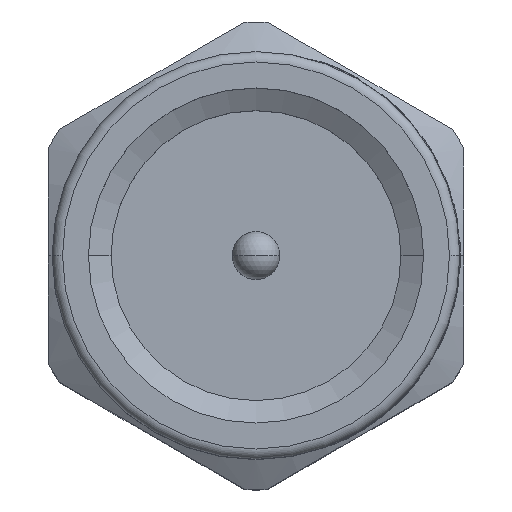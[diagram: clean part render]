
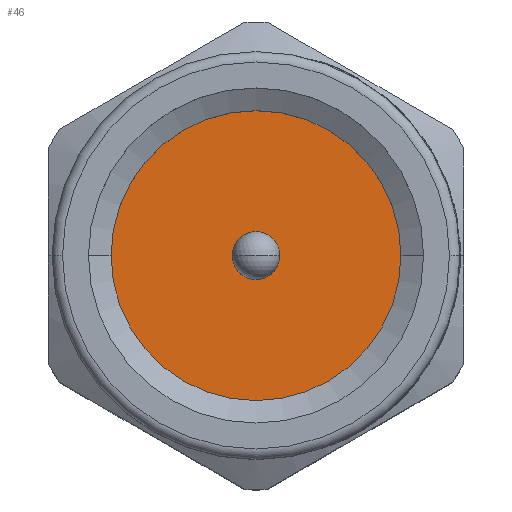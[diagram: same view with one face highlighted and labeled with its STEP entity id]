
A CAD part, top view. The second image highlights one B-rep face of the part: STEP entity #46.
In plain terms, the highlighted planar face has unit normal (0, 0, 1).
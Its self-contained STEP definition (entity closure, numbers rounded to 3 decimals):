
#46 = ADVANCED_FACE ( 'NONE', ( #3639, #3643 ), #408, .F. ) ;
#398 = DIRECTION ( 'NONE',  ( 0., 0., -1. ) ) ;
#406 = CARTESIAN_POINT ( 'NONE',  ( 0., 0., 0.459 ) ) ;
#408 = PLANE ( 'NONE',  #13463 ) ;
#410 = DIRECTION ( 'NONE',  ( -1., 0., 0. ) ) ;
#1079 = AXIS2_PLACEMENT_3D ( 'NONE', #9339, #9340, #9341 ) ;
#1080 = AXIS2_PLACEMENT_3D ( 'NONE', #9343, #9344, #9345 ) ;
#1088 = AXIS2_PLACEMENT_3D ( 'NONE', #10705, #10707, #10709 ) ;
#1112 = AXIS2_PLACEMENT_3D ( 'NONE', #10882, #10883, #10884 ) ;
#3639 = FACE_OUTER_BOUND ( 'NONE', #4523, .T. ) ;
#3643 = FACE_BOUND ( 'NONE', #4521, .T. ) ;
#3954 = CIRCLE ( 'NONE', #1079, 0.46 ) ;
#3957 = CIRCLE ( 'NONE', #1080, 2.79 ) ;
#3974 = CIRCLE ( 'NONE', #1088, 2.79 ) ;
#4017 = CIRCLE ( 'NONE', #1112, 0.46 ) ;
#4521 = EDGE_LOOP ( 'NONE', ( #7327, #7328 ) ) ;
#4523 = EDGE_LOOP ( 'NONE', ( #7325, #7326 ) ) ;
#4609 = VERTEX_POINT ( 'NONE', #10269 ) ;
#7325 = ORIENTED_EDGE ( 'NONE', *, *, #8671, .T. ) ;
#7326 = ORIENTED_EDGE ( 'NONE', *, *, #8683, .T. ) ;
#7327 = ORIENTED_EDGE ( 'NONE', *, *, #8722, .F. ) ;
#7328 = ORIENTED_EDGE ( 'NONE', *, *, #8670, .F. ) ;
#8670 = EDGE_CURVE ( 'NONE', #9472, #9459, #3954, .T. ) ;
#8671 = EDGE_CURVE ( 'NONE', #4609, #9385, #3957, .T. ) ;
#8683 = EDGE_CURVE ( 'NONE', #9385, #4609, #3974, .T. ) ;
#8722 = EDGE_CURVE ( 'NONE', #9459, #9472, #4017, .T. ) ;
#9339 = CARTESIAN_POINT ( 'NONE',  ( 0., 0., 0.459 ) ) ;
#9340 = DIRECTION ( 'NONE',  ( 0., 0., 1. ) ) ;
#9341 = DIRECTION ( 'NONE',  ( -1., 0., 0. ) ) ;
#9343 = CARTESIAN_POINT ( 'NONE',  ( 0., 0., 0.459 ) ) ;
#9344 = DIRECTION ( 'NONE',  ( 0., 0., 1. ) ) ;
#9345 = DIRECTION ( 'NONE',  ( -1., 0., 0. ) ) ;
#9385 = VERTEX_POINT ( 'NONE', #14723 ) ;
#9459 = VERTEX_POINT ( 'NONE', #14795 ) ;
#9472 = VERTEX_POINT ( 'NONE', #14808 ) ;
#10269 = CARTESIAN_POINT ( 'NONE',  ( 2.79, 0., 0.459 ) ) ;
#10705 = CARTESIAN_POINT ( 'NONE',  ( 0., 0., 0.459 ) ) ;
#10707 = DIRECTION ( 'NONE',  ( 0., 0., 1. ) ) ;
#10709 = DIRECTION ( 'NONE',  ( -1., 0., 0. ) ) ;
#10882 = CARTESIAN_POINT ( 'NONE',  ( 0., 0., 0.459 ) ) ;
#10883 = DIRECTION ( 'NONE',  ( 0., 0., 1. ) ) ;
#10884 = DIRECTION ( 'NONE',  ( -1., 0., 0. ) ) ;
#13463 = AXIS2_PLACEMENT_3D ( 'NONE', #406, #398, #410 ) ;
#14723 = CARTESIAN_POINT ( 'NONE',  ( -2.79, 0., 0.459 ) ) ;
#14795 = CARTESIAN_POINT ( 'NONE',  ( 0., -0.46, 0.459 ) ) ;
#14808 = CARTESIAN_POINT ( 'NONE',  ( 0., 0.46, 0.459 ) ) ;
